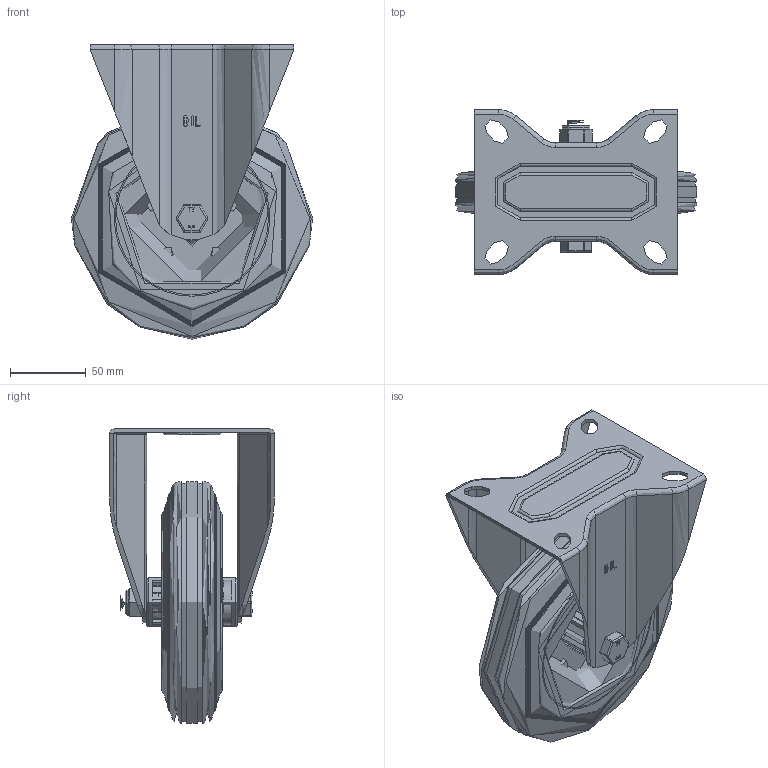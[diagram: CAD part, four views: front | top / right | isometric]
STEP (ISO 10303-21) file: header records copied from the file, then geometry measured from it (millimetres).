
FILE_DESCRIPTION(/* description */ (''),/* implementation_level */ '2;1');
FILE_NAME(/* name */ 'BZMMF160BSB.step',/* time_stamp */ '2024-06-19T15:49:04+01:00',/* author */ (''),/* organization */ (''),/* preprocessor_version */ 'ST-DEVELOPER v20',/* originating_system */ 'Autodesk Translation Framework v13.14.0.145',/* authorisation */ '');
FILE_SCHEMA (('AUTOMOTIVE_DESIGN { 1 0 10303 214 3 1 1 }'));
Length unit declared in the file: millimetre
Products named in the file (22): BZMMF160BSB; BZMMF150ASLITE v1; ZINC PLATED, PRESSED STEEL BRACKET; BZH160WBSRB v1; RUBBER TYRE; STEEL RIM; Pattern; Component2; RIM1; RIM2; ROLLER BEARING; RIBS; Component1; CAGE; TUBEM20X60 v1; ZINC PLATED STEEL TUBE; HEXBOLTM12X80Z8.8 v2; GRADE 8.8 ZINC PLATED BOLT; NYLOCM12Z v1; NYLOC NUT; NUT; RUBBER
Assembly tree (34 placements, depth 5):
  BZMMF160BSB
    BZMMF150ASLITE v1
      ZINC PLATED, PRESSED STEEL BRACKET
    BZH160WBSRB v1
      RUBBER TYRE
      STEEL RIM
        Pattern
          Component2  x5
        RIM1
        RIM2
      ROLLER BEARING
        RIBS
          Component1  x10
        CAGE
    TUBEM20X60 v1
      ZINC PLATED STEEL TUBE
    HEXBOLTM12X80Z8.8 v2
      GRADE 8.8 ZINC PLATED BOLT
    NYLOCM12Z v1
      NYLOC NUT
        NUT
        RUBBER
Bounding box: 160 x 109 x 195 mm (x, y, z)
Volume: 633725.6 mm3; surface area: 212037.4 mm2
Topology: 24 solids, 24 shells, 603 faces, 1430 edges, 893 vertices
Faces by surface type: plane 238, cylinder 204, bspline 53, torus 48, cone 42, sphere 18
Full cylindrical faces by diameter (mm): 4.5 x10, 6 x15, 8 x10, 9.836 x18, 11.834 x18, 12 x3, 12.25 x2, 12.5 x1, 14 x2, 18 x1, 18.5 x1, 19.9 x1, 20 x3, 29.5 x3, 32.5 x2, 103 x2
Entity records: 22497 total; most frequent: CARTESIAN_POINT 8804, DIRECTION 2767, ORIENTED_EDGE 2734, EDGE_CURVE 1367, AXIS2_PLACEMENT_3D 1044, VERTEX_POINT 851, LINE 679, VECTOR 679
